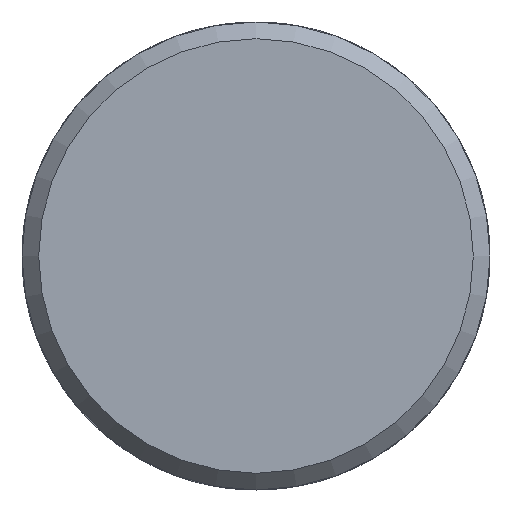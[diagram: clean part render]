
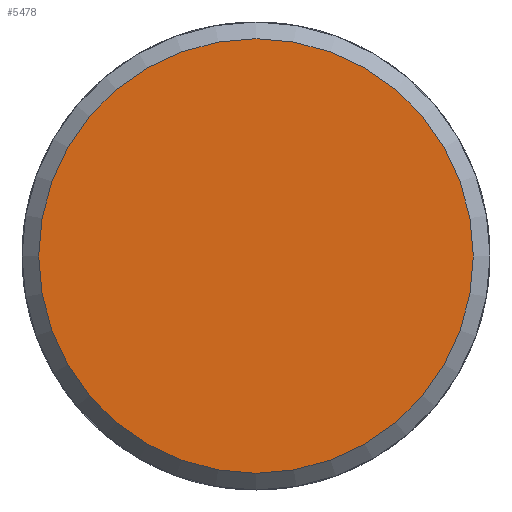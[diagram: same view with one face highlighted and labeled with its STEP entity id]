
A CAD part, front view. The second image highlights one B-rep face of the part: STEP entity #5478.
In plain terms, the highlighted planar face has unit normal (0, -1, 0).
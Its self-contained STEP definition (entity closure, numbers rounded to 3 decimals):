
#344=PLANE('',#5951);
#404=FACE_OUTER_BOUND('',#824,.T.);
#824=EDGE_LOOP('',(#3746));
#1275=CIRCLE('',#5950,6.175);
#2307=VERTEX_POINT('',#7031);
#2817=EDGE_CURVE('',#2307,#2307,#1275,.T.);
#3746=ORIENTED_EDGE('',*,*,#2817,.F.);
#5478=ADVANCED_FACE('',(#404),#344,.T.);
#5950=AXIS2_PLACEMENT_3D('',#7033,#6162,#6163);
#5951=AXIS2_PLACEMENT_3D('',#7034,#6164,#6165);
#6162=DIRECTION('center_axis',(0.,1.,0.));
#6163=DIRECTION('ref_axis',(1.,0.,0.));
#6164=DIRECTION('center_axis',(0.,-1.,0.));
#6165=DIRECTION('ref_axis',(0.,0.,-1.));
#7031=CARTESIAN_POINT('',(38.91,-36.5,13.04));
#7033=CARTESIAN_POINT('Origin',(45.085,-36.5,13.04));
#7034=CARTESIAN_POINT('Origin',(45.085,-36.5,13.04));
